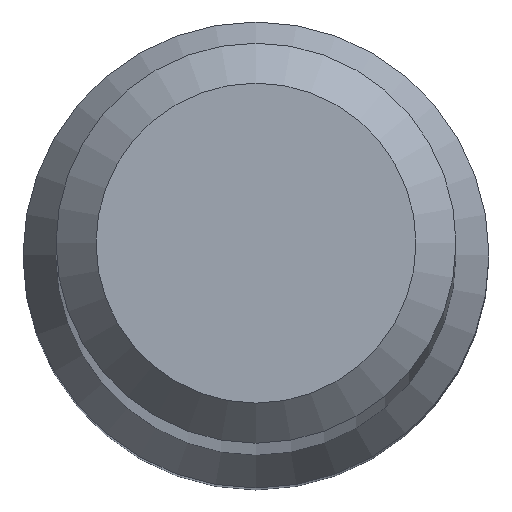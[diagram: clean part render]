
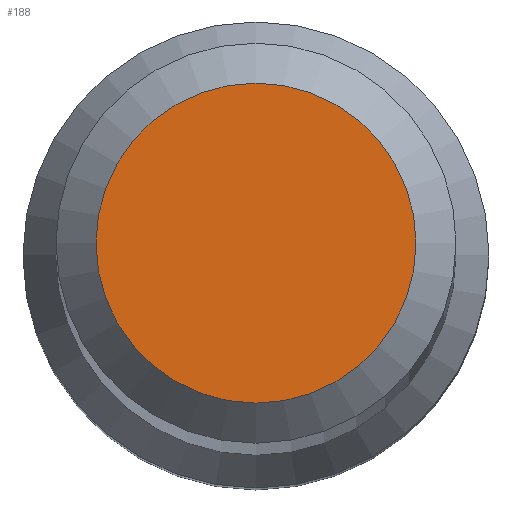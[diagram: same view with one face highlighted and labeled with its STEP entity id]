
A CAD part, top view. The second image highlights one B-rep face of the part: STEP entity #188.
In plain terms, the highlighted planar face has unit normal (0, 0, 1).
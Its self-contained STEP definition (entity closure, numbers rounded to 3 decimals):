
#46 = EDGE_CURVE ( 'NONE', #169, #169, #111, .T. ) ;
#51 = CARTESIAN_POINT ( 'NONE',  ( 0., 0., 80. ) ) ;
#53 = FACE_OUTER_BOUND ( 'NONE', #209, .T. ) ;
#55 = CARTESIAN_POINT ( 'NONE',  ( 0., 1.6, 80. ) ) ;
#105 = AXIS2_PLACEMENT_3D ( 'NONE', #215, #126, #121 ) ;
#111 = CIRCLE ( 'NONE', #105, 1.6 ) ;
#121 = DIRECTION ( 'NONE',  ( 0., 1., 0. ) ) ;
#126 = DIRECTION ( 'NONE',  ( 0., 0., -1. ) ) ;
#127 = PLANE ( 'NONE',  #193 ) ;
#169 = VERTEX_POINT ( 'NONE', #55 ) ;
#188 = ADVANCED_FACE ( 'NONE', ( #53 ), #127, .F. ) ;
#193 = AXIS2_PLACEMENT_3D ( 'NONE', #51, #230, #195 ) ;
#195 = DIRECTION ( 'NONE',  ( 0., 1., 0. ) ) ;
#209 = EDGE_LOOP ( 'NONE', ( #227 ) ) ;
#215 = CARTESIAN_POINT ( 'NONE',  ( 0., 0., 80. ) ) ;
#227 = ORIENTED_EDGE ( 'NONE', *, *, #46, .F. ) ;
#230 = DIRECTION ( 'NONE',  ( 0., 0., -1. ) ) ;
